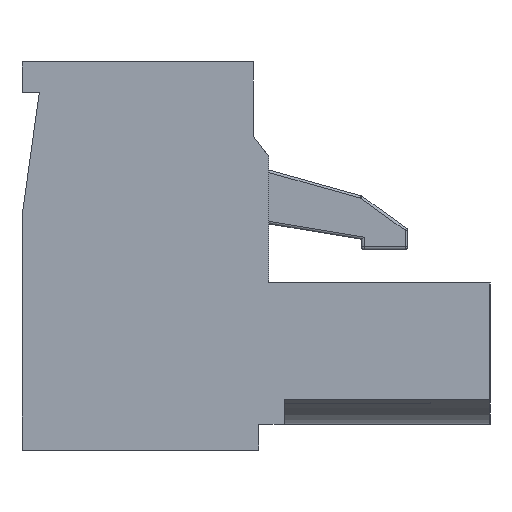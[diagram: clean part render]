
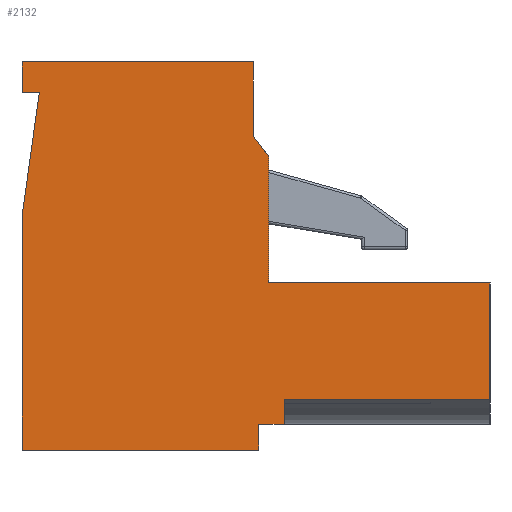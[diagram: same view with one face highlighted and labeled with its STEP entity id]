
A CAD part, left-side view. The second image highlights one B-rep face of the part: STEP entity #2132.
In plain terms, the highlighted planar face has unit normal (-1, 0, 0).
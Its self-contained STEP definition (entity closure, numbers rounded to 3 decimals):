
#2132 = ADVANCED_FACE( '', ( #4506 ), #4507, .F. );
#4506 = FACE_OUTER_BOUND( '', #7109, .T. );
#4507 = PLANE( '', #7110 );
#7109 = EDGE_LOOP( '', ( #13038, #13039, #13040, #13041, #13042, #13043, #13044, #13045, #13046, #13047, #13048, #13049, #13050, #13051, #13052 ) );
#7110 = AXIS2_PLACEMENT_3D( '', #13053, #13054, #13055 );
#13038 = ORIENTED_EDGE( '', *, *, #16574, .F. );
#13039 = ORIENTED_EDGE( '', *, *, #17936, .T. );
#13040 = ORIENTED_EDGE( '', *, *, #16805, .F. );
#13041 = ORIENTED_EDGE( '', *, *, #17276, .F. );
#13042 = ORIENTED_EDGE( '', *, *, #18129, .F. );
#13043 = ORIENTED_EDGE( '', *, *, #18130, .F. );
#13044 = ORIENTED_EDGE( '', *, *, #17202, .F. );
#13045 = ORIENTED_EDGE( '', *, *, #16485, .F. );
#13046 = ORIENTED_EDGE( '', *, *, #18131, .F. );
#13047 = ORIENTED_EDGE( '', *, *, #17536, .F. );
#13048 = ORIENTED_EDGE( '', *, *, #18132, .F. );
#13049 = ORIENTED_EDGE( '', *, *, #18133, .F. );
#13050 = ORIENTED_EDGE( '', *, *, #17109, .F. );
#13051 = ORIENTED_EDGE( '', *, *, #17141, .F. );
#13052 = ORIENTED_EDGE( '', *, *, #17984, .F. );
#13053 = CARTESIAN_POINT( '', ( -20., 0., 0. ) );
#13054 = DIRECTION( '', ( 1., 0., 0. ) );
#13055 = DIRECTION( '', ( 0., 0., -1. ) );
#16485 = EDGE_CURVE( '', #20123, #20118, #20125, .T. );
#16574 = EDGE_CURVE( '', #20281, #20283, #20284, .T. );
#16805 = EDGE_CURVE( '', #20663, #20665, #20666, .T. );
#17109 = EDGE_CURVE( '', #21152, #21155, #21156, .T. );
#17141 = EDGE_CURVE( '', #21202, #21152, #21203, .T. );
#17202 = EDGE_CURVE( '', #20118, #21293, #21294, .T. );
#17276 = EDGE_CURVE( '', #21401, #20663, #21403, .T. );
#17536 = EDGE_CURVE( '', #21783, #21785, #21786, .T. );
#17936 = EDGE_CURVE( '', #20281, #20665, #22305, .T. );
#17984 = EDGE_CURVE( '', #20283, #21202, #22356, .T. );
#18129 = EDGE_CURVE( '', #22527, #21401, #22528, .T. );
#18130 = EDGE_CURVE( '', #21293, #22527, #22529, .T. );
#18131 = EDGE_CURVE( '', #21785, #20123, #22530, .T. );
#18132 = EDGE_CURVE( '', #22531, #21783, #22532, .T. );
#18133 = EDGE_CURVE( '', #21155, #22531, #22533, .T. );
#20118 = VERTEX_POINT( '', #25198 );
#20123 = VERTEX_POINT( '', #25205 );
#20125 = LINE( '', #25208, #25209 );
#20281 = VERTEX_POINT( '', #25421 );
#20283 = VERTEX_POINT( '', #25424 );
#20284 = LINE( '', #25425, #25426 );
#20663 = VERTEX_POINT( '', #25971 );
#20665 = VERTEX_POINT( '', #25974 );
#20666 = LINE( '', #25975, #25976 );
#21152 = VERTEX_POINT( '', #26670 );
#21155 = VERTEX_POINT( '', #26674 );
#21156 = LINE( '', #26675, #26676 );
#21202 = VERTEX_POINT( '', #26743 );
#21203 = LINE( '', #26744, #26745 );
#21293 = VERTEX_POINT( '', #26876 );
#21294 = LINE( '', #26877, #26878 );
#21401 = VERTEX_POINT( '', #27034 );
#21403 = LINE( '', #27037, #27038 );
#21783 = VERTEX_POINT( '', #27622 );
#21785 = VERTEX_POINT( '', #27625 );
#21786 = LINE( '', #27626, #27627 );
#22305 = LINE( '', #28388, #28389 );
#22356 = LINE( '', #28466, #28467 );
#22527 = VERTEX_POINT( '', #28713 );
#22528 = LINE( '', #28714, #28715 );
#22529 = LINE( '', #28716, #28717 );
#22530 = LINE( '', #28718, #28719 );
#22531 = VERTEX_POINT( '', #28720 );
#22532 = LINE( '', #28721, #28722 );
#22533 = LINE( '', #28723, #28724 );
#25198 = CARTESIAN_POINT( '', ( -20., 0.6, 11.85 ) );
#25205 = CARTESIAN_POINT( '', ( -20., 9.6, 11.85 ) );
#25208 = CARTESIAN_POINT( '', ( -20., 9.6, 11.85 ) );
#25209 = VECTOR( '', #30309, 1000. );
#25421 = CARTESIAN_POINT( '', ( -20., -0.6, -1.29 ) );
#25424 = CARTESIAN_POINT( '', ( -20., -0.6, -2.25 ) );
#25425 = CARTESIAN_POINT( '', ( -20., -0.6, -1.29 ) );
#25426 = VECTOR( '', #30421, 1000. );
#25971 = CARTESIAN_POINT( '', ( -20., -8.6, 3.25 ) );
#25974 = CARTESIAN_POINT( '', ( -20., -8.6, -1.29 ) );
#25975 = CARTESIAN_POINT( '', ( -20., -8.6, 3.25 ) );
#25976 = VECTOR( '', #30673, 1000. );
#26670 = CARTESIAN_POINT( '', ( -20., 0.4, -3.25 ) );
#26674 = CARTESIAN_POINT( '', ( -20., 9.6, -3.25 ) );
#26675 = CARTESIAN_POINT( '', ( -20., -8.6, -3.25 ) );
#26676 = VECTOR( '', #31005, 1000. );
#26743 = CARTESIAN_POINT( '', ( -20., 0.4, -2.25 ) );
#26744 = CARTESIAN_POINT( '', ( -20., 0.4, 0. ) );
#26745 = VECTOR( '', #31036, 1000. );
#26876 = CARTESIAN_POINT( '', ( -20., 0.6, 8.95 ) );
#26877 = CARTESIAN_POINT( '', ( -20., 0.6, 0. ) );
#26878 = VECTOR( '', #31090, 1000. );
#27034 = CARTESIAN_POINT( '', ( -20., 0., 3.25 ) );
#27037 = CARTESIAN_POINT( '', ( -20., 0., 3.25 ) );
#27038 = VECTOR( '', #31162, 1000. );
#27622 = CARTESIAN_POINT( '', ( -20., 8.925, 10.65 ) );
#27625 = CARTESIAN_POINT( '', ( -20., 9.6, 10.65 ) );
#27626 = CARTESIAN_POINT( '', ( -20., 0., 10.65 ) );
#27627 = VECTOR( '', #31404, 1000. );
#28388 = CARTESIAN_POINT( '', ( -20., -0.6, -1.29 ) );
#28389 = VECTOR( '', #31763, 1000. );
#28466 = CARTESIAN_POINT( '', ( -20., 0., -2.25 ) );
#28467 = VECTOR( '', #31791, 1000. );
#28713 = CARTESIAN_POINT( '', ( -20., 0., 8.15 ) );
#28714 = CARTESIAN_POINT( '', ( -20., 0., 11.85 ) );
#28715 = VECTOR( '', #31894, 1000. );
#28716 = CARTESIAN_POINT( '', ( -20., -3.912, 2.934 ) );
#28717 = VECTOR( '', #31895, 1000. );
#28718 = CARTESIAN_POINT( '', ( -20., 9.6, -3.25 ) );
#28719 = VECTOR( '', #31896, 1000. );
#28720 = CARTESIAN_POINT( '', ( -20., 9.6, 5.85 ) );
#28721 = CARTESIAN_POINT( '', ( -20., 10.22, 1.436 ) );
#28722 = VECTOR( '', #31897, 1000. );
#28723 = CARTESIAN_POINT( '', ( -20., 9.6, -3.25 ) );
#28724 = VECTOR( '', #31898, 1000. );
#30309 = DIRECTION( '', ( 0., -1., 0. ) );
#30421 = DIRECTION( '', ( 0., 0., -1. ) );
#30673 = DIRECTION( '', ( 0., 0., -1. ) );
#31005 = DIRECTION( '', ( 0., 1., 0. ) );
#31036 = DIRECTION( '', ( 0., 0., -1. ) );
#31090 = DIRECTION( '', ( 0., 0., -1. ) );
#31162 = DIRECTION( '', ( 0., -1., 0. ) );
#31404 = DIRECTION( '', ( 0., 1., 0. ) );
#31763 = DIRECTION( '', ( 0., -1., 0. ) );
#31791 = DIRECTION( '', ( 0., 1., 0. ) );
#31894 = DIRECTION( '', ( 0., 0., -1. ) );
#31895 = DIRECTION( '', ( 0., -0.6, -0.8 ) );
#31896 = DIRECTION( '', ( 0., 0., 1. ) );
#31897 = DIRECTION( '', ( 0., -0.139, 0.99 ) );
#31898 = DIRECTION( '', ( 0., 0., 1. ) );
